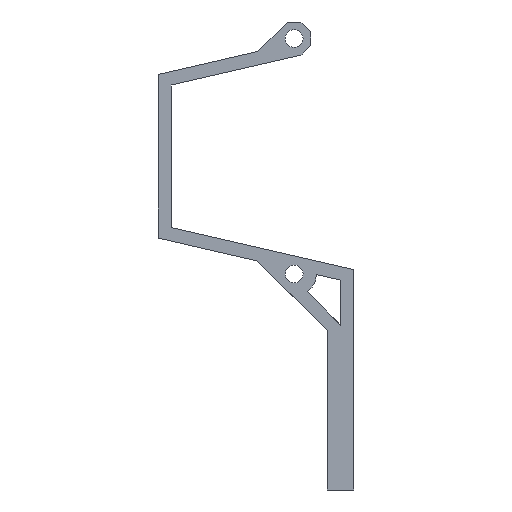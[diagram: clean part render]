
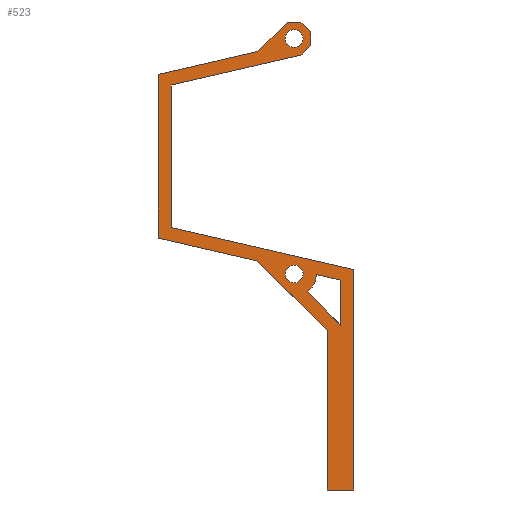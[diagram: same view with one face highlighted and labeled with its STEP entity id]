
A CAD part, front view. The second image highlights one B-rep face of the part: STEP entity #523.
In plain terms, the highlighted planar face has unit normal (0, -1, 0).
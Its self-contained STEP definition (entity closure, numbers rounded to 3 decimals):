
#18=FACE_BOUND('',#57,.T.);
#19=FACE_BOUND('',#58,.T.);
#20=FACE_BOUND('',#59,.T.);
#23=CIRCLE('',#564,2.7);
#24=CIRCLE('',#565,2.7);
#25=CIRCLE('',#566,6.7);
#30=FACE_OUTER_BOUND('',#56,.T.);
#56=EDGE_LOOP('',(#353,#354,#355,#356,#357,#358,#359,#360,#361,#362,#363,
#364,#365,#366,#367));
#57=EDGE_LOOP('',(#368));
#58=EDGE_LOOP('',(#369));
#59=EDGE_LOOP('',(#370,#371,#372,#373));
#87=LINE('',#735,#156);
#90=LINE('',#741,#159);
#91=LINE('',#743,#160);
#92=LINE('',#745,#161);
#93=LINE('',#747,#162);
#94=LINE('',#749,#163);
#95=LINE('',#751,#164);
#96=LINE('',#753,#165);
#97=LINE('',#755,#166);
#98=LINE('',#757,#167);
#99=LINE('',#759,#168);
#100=LINE('',#761,#169);
#101=LINE('',#763,#170);
#102=LINE('',#765,#171);
#103=LINE('',#766,#172);
#104=LINE('',#773,#173);
#105=LINE('',#775,#174);
#106=LINE('',#778,#175);
#156=VECTOR('',#599,10.);
#159=VECTOR('',#604,10.);
#160=VECTOR('',#605,10.);
#161=VECTOR('',#606,10.);
#162=VECTOR('',#607,10.);
#163=VECTOR('',#608,10.);
#164=VECTOR('',#609,10.);
#165=VECTOR('',#610,10.);
#166=VECTOR('',#611,10.);
#167=VECTOR('',#612,10.);
#168=VECTOR('',#613,10.);
#169=VECTOR('',#614,10.);
#170=VECTOR('',#615,10.);
#171=VECTOR('',#616,10.);
#172=VECTOR('',#617,10.);
#173=VECTOR('',#622,10.);
#174=VECTOR('',#623,10.);
#175=VECTOR('',#626,10.);
#224=VERTEX_POINT('',#731);
#226=VERTEX_POINT('',#734);
#228=VERTEX_POINT('',#740);
#229=VERTEX_POINT('',#742);
#230=VERTEX_POINT('',#744);
#231=VERTEX_POINT('',#746);
#232=VERTEX_POINT('',#748);
#233=VERTEX_POINT('',#750);
#234=VERTEX_POINT('',#752);
#235=VERTEX_POINT('',#754);
#236=VERTEX_POINT('',#756);
#237=VERTEX_POINT('',#758);
#238=VERTEX_POINT('',#760);
#239=VERTEX_POINT('',#762);
#240=VERTEX_POINT('',#764);
#241=VERTEX_POINT('',#767);
#242=VERTEX_POINT('',#769);
#243=VERTEX_POINT('',#771);
#244=VERTEX_POINT('',#772);
#245=VERTEX_POINT('',#774);
#246=VERTEX_POINT('',#776);
#275=EDGE_CURVE('',#226,#224,#87,.T.);
#278=EDGE_CURVE('',#224,#228,#90,.T.);
#279=EDGE_CURVE('',#228,#229,#91,.T.);
#280=EDGE_CURVE('',#229,#230,#92,.T.);
#281=EDGE_CURVE('',#230,#231,#93,.T.);
#282=EDGE_CURVE('',#231,#232,#94,.T.);
#283=EDGE_CURVE('',#232,#233,#95,.T.);
#284=EDGE_CURVE('',#233,#234,#96,.T.);
#285=EDGE_CURVE('',#234,#235,#97,.T.);
#286=EDGE_CURVE('',#235,#236,#98,.T.);
#287=EDGE_CURVE('',#236,#237,#99,.T.);
#288=EDGE_CURVE('',#237,#238,#100,.T.);
#289=EDGE_CURVE('',#238,#239,#101,.T.);
#290=EDGE_CURVE('',#239,#240,#102,.T.);
#291=EDGE_CURVE('',#240,#226,#103,.T.);
#292=EDGE_CURVE('',#241,#241,#23,.T.);
#293=EDGE_CURVE('',#242,#242,#24,.T.);
#294=EDGE_CURVE('',#243,#244,#104,.T.);
#295=EDGE_CURVE('',#244,#245,#105,.T.);
#296=EDGE_CURVE('',#245,#246,#25,.T.);
#297=EDGE_CURVE('',#246,#243,#106,.T.);
#353=ORIENTED_EDGE('',*,*,#275,.T.);
#354=ORIENTED_EDGE('',*,*,#278,.T.);
#355=ORIENTED_EDGE('',*,*,#279,.T.);
#356=ORIENTED_EDGE('',*,*,#280,.T.);
#357=ORIENTED_EDGE('',*,*,#281,.T.);
#358=ORIENTED_EDGE('',*,*,#282,.T.);
#359=ORIENTED_EDGE('',*,*,#283,.T.);
#360=ORIENTED_EDGE('',*,*,#284,.T.);
#361=ORIENTED_EDGE('',*,*,#285,.T.);
#362=ORIENTED_EDGE('',*,*,#286,.T.);
#363=ORIENTED_EDGE('',*,*,#287,.T.);
#364=ORIENTED_EDGE('',*,*,#288,.T.);
#365=ORIENTED_EDGE('',*,*,#289,.T.);
#366=ORIENTED_EDGE('',*,*,#290,.T.);
#367=ORIENTED_EDGE('',*,*,#291,.T.);
#368=ORIENTED_EDGE('',*,*,#292,.T.);
#369=ORIENTED_EDGE('',*,*,#293,.T.);
#370=ORIENTED_EDGE('',*,*,#294,.T.);
#371=ORIENTED_EDGE('',*,*,#295,.T.);
#372=ORIENTED_EDGE('',*,*,#296,.T.);
#373=ORIENTED_EDGE('',*,*,#297,.T.);
#500=PLANE('',#563);
#523=ADVANCED_FACE('',(#30,#18,#19,#20),#500,.T.);
#563=AXIS2_PLACEMENT_3D('',#739,#602,#603);
#564=AXIS2_PLACEMENT_3D('',#768,#618,#619);
#565=AXIS2_PLACEMENT_3D('',#770,#620,#621);
#566=AXIS2_PLACEMENT_3D('',#777,#624,#625);
#599=DIRECTION('',(1.,0.,0.));
#602=DIRECTION('center_axis',(0.,-1.,0.));
#603=DIRECTION('ref_axis',(1.,0.,0.));
#604=DIRECTION('',(0.,0.,1.));
#605=DIRECTION('',(-0.974,0.,0.224));
#606=DIRECTION('',(0.,0.,1.));
#607=DIRECTION('',(0.974,0.,0.224));
#608=DIRECTION('',(0.707,0.,0.707));
#609=DIRECTION('',(0.,0.,1.));
#610=DIRECTION('',(-0.707,0.,0.707));
#611=DIRECTION('',(-1.,0.,0.));
#612=DIRECTION('',(-0.707,0.,-0.707));
#613=DIRECTION('',(-0.974,0.,-0.224));
#614=DIRECTION('',(0.,0.,-1.));
#615=DIRECTION('',(0.974,0.,-0.224));
#616=DIRECTION('',(0.707,0.,-0.707));
#617=DIRECTION('',(0.,0.,-1.));
#618=DIRECTION('center_axis',(0.,1.,0.));
#619=DIRECTION('ref_axis',(1.,0.,0.));
#620=DIRECTION('center_axis',(0.,1.,0.));
#621=DIRECTION('ref_axis',(1.,0.,0.));
#622=DIRECTION('',(0.,0.,-1.));
#623=DIRECTION('',(-0.707,0.,0.707));
#624=DIRECTION('center_axis',(0.,-1.,0.));
#625=DIRECTION('ref_axis',(-1.,0.,0.));
#626=DIRECTION('',(0.974,0.,-0.224));
#731=CARTESIAN_POINT('',(18.,-8.,-146.15));
#734=CARTESIAN_POINT('',(10.,-8.,-146.15));
#735=CARTESIAN_POINT('',(-0.75,-8.,-146.15));
#739=CARTESIAN_POINT('Origin',(-11.5,-8.,-83.075));
#740=CARTESIAN_POINT('',(18.,-8.,-79.669));
#741=CARTESIAN_POINT('',(18.,-8.,-161.15));
#742=CARTESIAN_POINT('',(-37.,-8.,-67.));
#743=CARTESIAN_POINT('',(2.071,-8.,-76.));
#744=CARTESIAN_POINT('',(-37.,-8.,-24.));
#745=CARTESIAN_POINT('',(-37.,-8.,-67.));
#746=CARTESIAN_POINT('',(2.071,-8.,-15.));
#747=CARTESIAN_POINT('',(-37.,-8.,-24.));
#748=CARTESIAN_POINT('',(5.,-8.,-12.071));
#749=CARTESIAN_POINT('',(2.071,-8.,-15.));
#750=CARTESIAN_POINT('',(5.,-8.,-7.929));
#751=CARTESIAN_POINT('',(5.,-8.,-12.071));
#752=CARTESIAN_POINT('',(2.071,-8.,-5.));
#753=CARTESIAN_POINT('',(5.,-8.,-7.929));
#754=CARTESIAN_POINT('',(-2.071,-8.,-5.));
#755=CARTESIAN_POINT('',(2.071,-8.,-5.));
#756=CARTESIAN_POINT('',(-10.97,-8.,-13.899));
#757=CARTESIAN_POINT('',(-2.071,-8.,-5.));
#758=CARTESIAN_POINT('',(-41.,-8.,-20.817));
#759=CARTESIAN_POINT('',(-41.,-8.,-20.817));
#760=CARTESIAN_POINT('',(-41.,-8.,-70.183));
#761=CARTESIAN_POINT('',(-41.,-8.,-70.183));
#762=CARTESIAN_POINT('',(-10.97,-8.,-77.101));
#763=CARTESIAN_POINT('',(-41.,-8.,-70.183));
#764=CARTESIAN_POINT('',(10.,-8.,-98.071));
#765=CARTESIAN_POINT('',(-5.,-8.,-83.071));
#766=CARTESIAN_POINT('',(10.,-8.,-161.15));
#767=CARTESIAN_POINT('',(-2.7,-8.,-10.));
#768=CARTESIAN_POINT('Origin',(0.,-8.,-10.));
#769=CARTESIAN_POINT('',(-2.7,-8.,-81.));
#770=CARTESIAN_POINT('Origin',(0.,-8.,-81.));
#771=CARTESIAN_POINT('',(14.,-8.,-82.853));
#772=CARTESIAN_POINT('',(14.,-8.,-96.414));
#773=CARTESIAN_POINT('',(14.,-8.,-82.964));
#774=CARTESIAN_POINT('',(3.977,-8.,-86.392));
#775=CARTESIAN_POINT('',(4.29,-8.,-86.704));
#776=CARTESIAN_POINT('',(6.698,-8.,-81.171));
#777=CARTESIAN_POINT('Origin',(0.,-8.,-81.));
#778=CARTESIAN_POINT('',(-1.734,-8.,-79.228));
